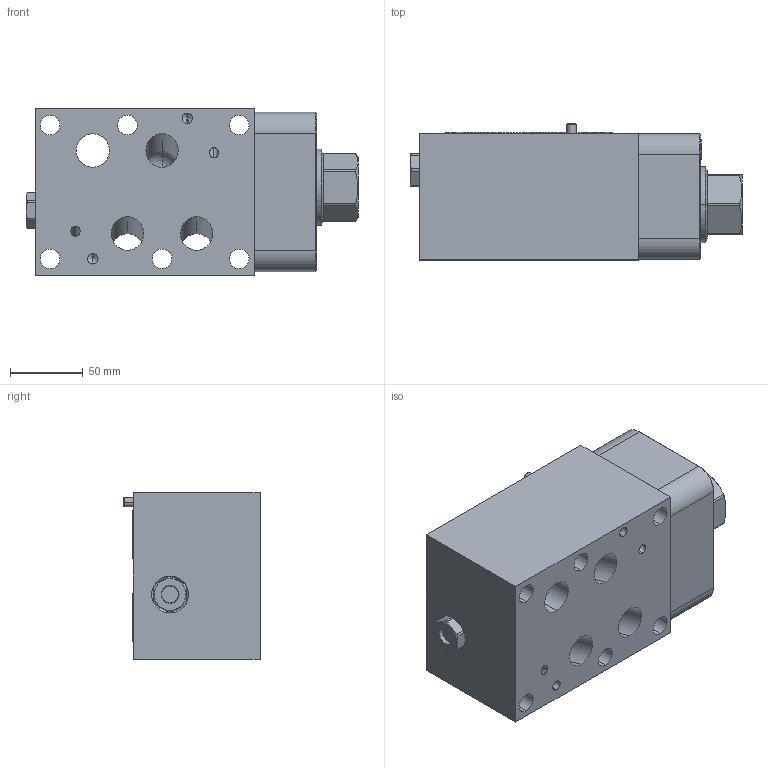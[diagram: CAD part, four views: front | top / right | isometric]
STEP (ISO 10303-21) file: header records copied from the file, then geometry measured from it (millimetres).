
FILE_DESCRIPTION((''),'2;1');
FILE_NAME('YFIBXHNCA_ASM','2021-11-11T',('ProEService'),(''),'PRO/ENGINEER BY PARAMETRIC TECHNOLOGY CORPORATION, 2014200','PRO/ENGINEER BY PARAMETRIC TECHNOLOGY CORPORATION, 2014200','');
FILE_SCHEMA(('CONFIG_CONTROL_DESIGN'));
Length unit declared in the file: inch
Products named in the file (8): 151-100; CSABAXN; 500-001-121; 500-001-114; 811-001-002; LPJCXHN; A330-006-004; YFIBXHNCA_ASM
Assembly tree (11 placements, depth 2):
  YFIBXHNCA_ASM
    151-100
    CSABAXN
    500-001-121  x4
    500-001-114  x2
    811-001-002
    LPJCXHN
    A330-006-004
Bounding box: 228.52 x 93.68 x 114.3 mm (x, y, z)
Volume: 1668284.8 mm3; surface area: 211346.9 mm2
Topology: 16 solids, 19 shells, 638 faces, 1804 edges, 1390 vertices
Faces by surface type: cylinder 248, cone 147, plane 120, torus 63, revolution 46, sphere 14
Entity records: 24398 total; most frequent: CARTESIAN_POINT 8209, DIRECTION 3517, ORIENTED_EDGE 2892, EDGE_CURVE 1446, AXIS2_PLACEMENT_3D 1348, VERTEX_POINT 885, VECTOR 791, LINE 791
